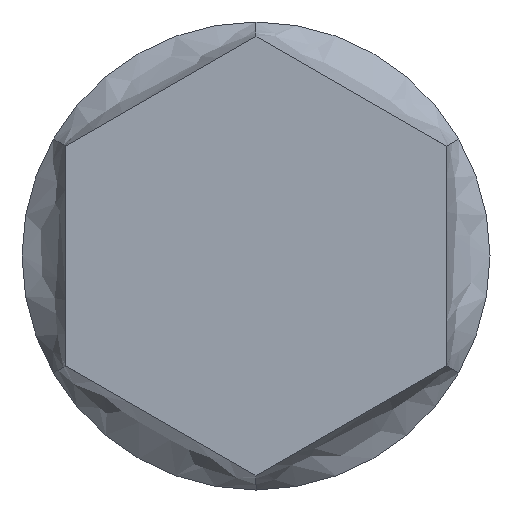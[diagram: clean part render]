
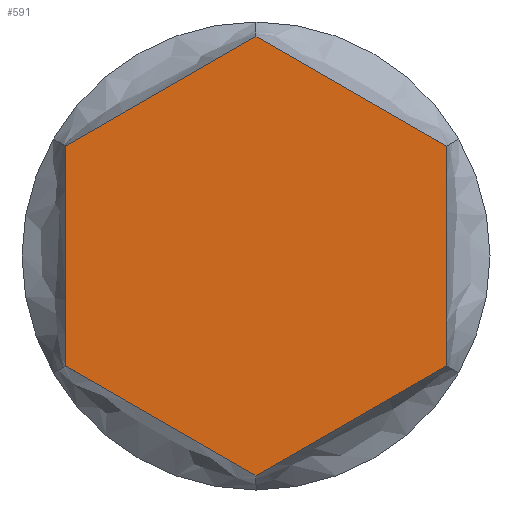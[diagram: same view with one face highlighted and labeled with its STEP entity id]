
A CAD part, left-side view. The second image highlights one B-rep face of the part: STEP entity #591.
In plain terms, the highlighted planar face has unit normal (-1, 0, 0).
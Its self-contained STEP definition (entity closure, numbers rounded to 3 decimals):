
#23=PLANE('',#650);
#65=FACE_OUTER_BOUND('',#114,.T.);
#114=EDGE_LOOP('',(#532,#533,#534,#535,#536,#537));
#177=LINE('',#1952,#211);
#180=LINE('',#1957,#214);
#182=LINE('',#1961,#216);
#189=LINE('',#3498,#223);
#191=LINE('',#3501,#225);
#192=LINE('',#3503,#226);
#211=VECTOR('',#721,1.);
#214=VECTOR('',#726,1.);
#216=VECTOR('',#730,1.);
#223=VECTOR('',#753,1.);
#225=VECTOR('',#757,1.);
#226=VECTOR('',#760,1.);
#272=VERTEX_POINT('',#1949);
#273=VERTEX_POINT('',#1951);
#274=VERTEX_POINT('',#1955);
#275=VERTEX_POINT('',#1959);
#280=VERTEX_POINT('',#3495);
#281=VERTEX_POINT('',#3497);
#348=EDGE_CURVE('',#272,#273,#177,.T.);
#351=EDGE_CURVE('',#274,#272,#180,.T.);
#353=EDGE_CURVE('',#275,#274,#182,.T.);
#365=EDGE_CURVE('',#280,#281,#189,.T.);
#367=EDGE_CURVE('',#273,#280,#191,.T.);
#368=EDGE_CURVE('',#281,#275,#192,.T.);
#532=ORIENTED_EDGE('',*,*,#348,.F.);
#533=ORIENTED_EDGE('',*,*,#351,.F.);
#534=ORIENTED_EDGE('',*,*,#353,.F.);
#535=ORIENTED_EDGE('',*,*,#368,.F.);
#536=ORIENTED_EDGE('',*,*,#365,.F.);
#537=ORIENTED_EDGE('',*,*,#367,.F.);
#591=ADVANCED_FACE('',(#65),#23,.T.);
#650=AXIS2_PLACEMENT_3D('',#3504,#761,#762);
#721=DIRECTION('',(0.,-0.866,-0.5));
#726=DIRECTION('',(0.,-0.866,0.5));
#730=DIRECTION('',(0.,0.,1.));
#753=DIRECTION('',(0.,0.866,-0.5));
#757=DIRECTION('',(0.,0.,-1.));
#760=DIRECTION('',(0.,0.866,0.5));
#761=DIRECTION('center_axis',(-1.,0.,0.));
#762=DIRECTION('ref_axis',(0.,-0.5,0.866));
#1949=CARTESIAN_POINT('',(-8.,0.,7.506));
#1951=CARTESIAN_POINT('',(-8.,-6.5,3.753));
#1952=CARTESIAN_POINT('',(-8.,-6.5,3.753));
#1955=CARTESIAN_POINT('',(-8.,6.5,3.753));
#1957=CARTESIAN_POINT('',(-8.,0.,7.506));
#1959=CARTESIAN_POINT('',(-8.,6.5,-3.753));
#1961=CARTESIAN_POINT('',(-8.,6.5,3.753));
#3495=CARTESIAN_POINT('',(-8.,-6.5,-3.753));
#3497=CARTESIAN_POINT('',(-8.,0.,-7.506));
#3498=CARTESIAN_POINT('',(-8.,0.,-7.506));
#3501=CARTESIAN_POINT('',(-8.,-6.5,-3.753));
#3503=CARTESIAN_POINT('',(-8.,6.5,-3.753));
#3504=CARTESIAN_POINT('Origin',(-8.,0.,0.));
